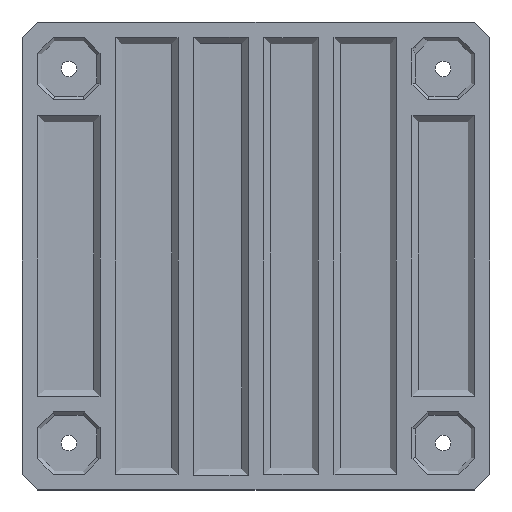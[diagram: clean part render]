
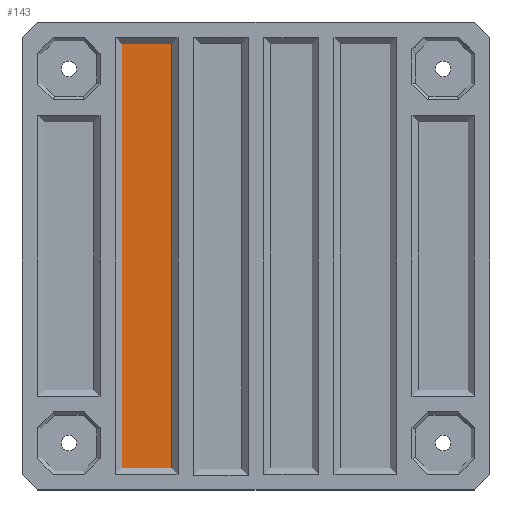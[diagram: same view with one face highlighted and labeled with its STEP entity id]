
A CAD part, top view. The second image highlights one B-rep face of the part: STEP entity #143.
In plain terms, the highlighted planar face has unit normal (0, 0, 1).
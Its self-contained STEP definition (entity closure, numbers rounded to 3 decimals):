
#143=ADVANCED_FACE('',(#872),#874,.T.);
#872=FACE_BOUND('',#873,.T.);
#873=EDGE_LOOP('',(#1493,#1494,#1495,#1496));
#874=PLANE('',#875);
#875=AXIS2_PLACEMENT_3D('',#876,#877,#878);
#876=CARTESIAN_POINT('',(0.,0.,1.));
#877=DIRECTION('',(0.,0.,1.));
#878=DIRECTION('',(-1.,0.,0.));
#1493=ORIENTED_EDGE('',*,*,#1883,.T.);
#1494=ORIENTED_EDGE('',*,*,#1884,.T.);
#1495=ORIENTED_EDGE('',*,*,#1885,.T.);
#1496=ORIENTED_EDGE('',*,*,#1886,.T.);
#1883=EDGE_CURVE('',#2162,#2163,#2164,.T.);
#1884=EDGE_CURVE('',#2163,#2165,#2166,.T.);
#1885=EDGE_CURVE('',#2165,#2167,#2168,.T.);
#1886=EDGE_CURVE('',#2167,#2162,#2169,.T.);
#2162=VERTEX_POINT('',#2671);
#2163=VERTEX_POINT('',#2672);
#2164=LINE('',#2673,#2674);
#2165=VERTEX_POINT('',#2676);
#2166=LINE('',#2677,#2678);
#2167=VERTEX_POINT('',#2680);
#2168=LINE('',#2681,#2682);
#2169=LINE('',#2684,#2685);
#2671=CARTESIAN_POINT('',(-27.,-68.,1.));
#2672=CARTESIAN_POINT('',(-27.,68.,1.));
#2673=CARTESIAN_POINT('',(-27.,-68.,1.));
#2674=VECTOR('',#2675,1.);
#2675=DIRECTION('',(0.,1.,0.));
#2676=CARTESIAN_POINT('',(-43.,68.,1.));
#2677=CARTESIAN_POINT('',(-27.,68.,1.));
#2678=VECTOR('',#2679,1.);
#2679=DIRECTION('',(-1.,0.,0.));
#2680=CARTESIAN_POINT('',(-43.,-68.,1.));
#2681=CARTESIAN_POINT('',(-43.,68.,1.));
#2682=VECTOR('',#2683,1.);
#2683=DIRECTION('',(0.,-1.,0.));
#2684=CARTESIAN_POINT('',(-43.,-68.,1.));
#2685=VECTOR('',#2686,1.);
#2686=DIRECTION('',(1.,0.,0.));
